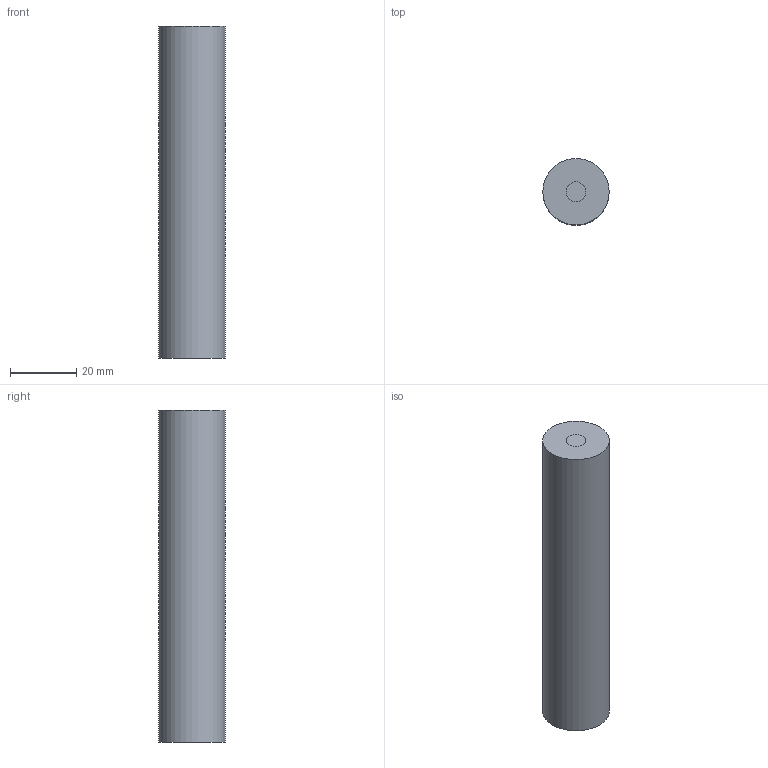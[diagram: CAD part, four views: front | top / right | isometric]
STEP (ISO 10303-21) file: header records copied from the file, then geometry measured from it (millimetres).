
FILE_DESCRIPTION(('OpenCascade Model'),'2;1');
FILE_NAME('Open CASCADE Shape Model','2025-04-03T17:09:21',(''),(''), 'Open CASCADE STEP processor 7.8','Open CASCADE 7.8','Unknown');
FILE_SCHEMA(('AUTOMOTIVE_DESIGN { 1 0 10303 214 1 1 1 1 }'));
Length unit declared in the file: millimetre
Products named in the file (4): Root; Part 1; Part 2; Part 3
Assembly tree (3 placements, depth 2):
  Root
    Part 1
    Part 2
    Part 3
Bounding box: 20 x 20 x 100 mm (x, y, z)
Volume: 31510.2 mm3; surface area: 7078 mm2
Topology: 3 solids, 3 shells, 7 faces, 9 edges, 6 vertices
Faces by surface type: plane 4, cone 2, cylinder 1
Full cylindrical faces by diameter (mm): 20 x1
Entity records: 288 total; most frequent: DIRECTION 47, CARTESIAN_POINT 38, AXIS2_PLACEMENT_3D 15, ORIENTED_EDGE 14, PCURVE 14, DEFINITIONAL_REPRESENTATION 14, LINE 13, VECTOR 13
